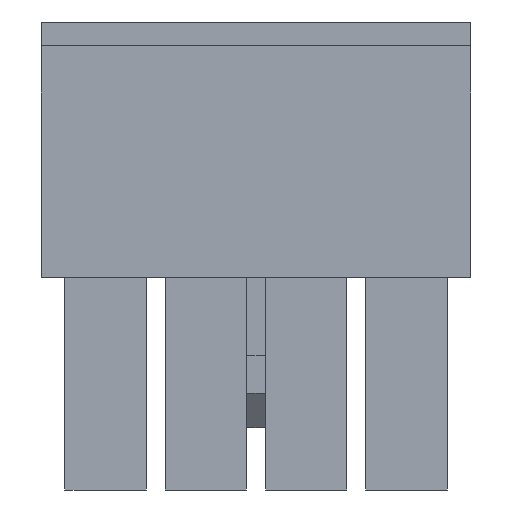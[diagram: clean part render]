
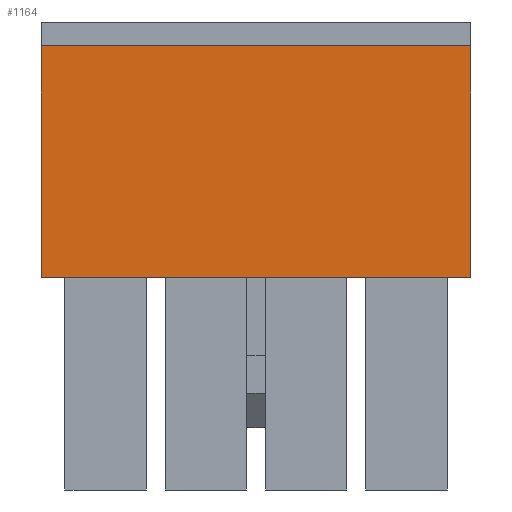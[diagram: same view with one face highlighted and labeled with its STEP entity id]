
A CAD part, front view. The second image highlights one B-rep face of the part: STEP entity #1164.
In plain terms, the highlighted planar face has unit normal (0, -1, 0).
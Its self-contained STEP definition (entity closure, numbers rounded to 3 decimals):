
#1164 = ADVANCED_FACE( '', ( #2527 ), #2528, .T. );
#2527 = FACE_OUTER_BOUND( '', #4066, .T. );
#2528 = PLANE( '', #4067 );
#4066 = EDGE_LOOP( '', ( #7642, #7643, #7644, #7645 ) );
#4067 = AXIS2_PLACEMENT_3D( '', #7646, #7647, #7648 );
#7642 = ORIENTED_EDGE( '', *, *, #10740, .T. );
#7643 = ORIENTED_EDGE( '', *, *, #10741, .T. );
#7644 = ORIENTED_EDGE( '', *, *, #10742, .F. );
#7645 = ORIENTED_EDGE( '', *, *, #10528, .F. );
#7646 = CARTESIAN_POINT( '', ( 9., -4.8, -5.35 ) );
#7647 = DIRECTION( '', ( 0., -1., 0. ) );
#7648 = DIRECTION( '', ( 0., 0., -1. ) );
#10528 = EDGE_CURVE( '', #13095, #13091, #13097, .T. );
#10740 = EDGE_CURVE( '', #13095, #13353, #13354, .T. );
#10741 = EDGE_CURVE( '', #13353, #13355, #13356, .T. );
#10742 = EDGE_CURVE( '', #13091, #13355, #13357, .T. );
#13091 = VERTEX_POINT( '', #16747 );
#13095 = VERTEX_POINT( '', #16753 );
#13097 = LINE( '', #16756, #16757 );
#13353 = VERTEX_POINT( '', #17153 );
#13354 = LINE( '', #17154, #17155 );
#13355 = VERTEX_POINT( '', #17156 );
#13356 = LINE( '', #17157, #17158 );
#13357 = LINE( '', #17159, #17160 );
#16747 = CARTESIAN_POINT( '', ( -9., -4.8, -5.35 ) );
#16753 = CARTESIAN_POINT( '', ( 9., -4.8, -5.35 ) );
#16756 = CARTESIAN_POINT( '', ( 9., -4.8, -5.35 ) );
#16757 = VECTOR( '', #18689, 1000. );
#17153 = CARTESIAN_POINT( '', ( 9., -4.8, 4.35 ) );
#17154 = CARTESIAN_POINT( '', ( 9., -4.8, -5.35 ) );
#17155 = VECTOR( '', #18830, 1000. );
#17156 = CARTESIAN_POINT( '', ( -9., -4.8, 4.35 ) );
#17157 = CARTESIAN_POINT( '', ( 9., -4.8, 4.35 ) );
#17158 = VECTOR( '', #18831, 1000. );
#17159 = CARTESIAN_POINT( '', ( -9., -4.8, -5.35 ) );
#17160 = VECTOR( '', #18832, 1000. );
#18689 = DIRECTION( '', ( -1., 0., 0. ) );
#18830 = DIRECTION( '', ( 0., 0., 1. ) );
#18831 = DIRECTION( '', ( -1., 0., 0. ) );
#18832 = DIRECTION( '', ( 0., 0., 1. ) );
